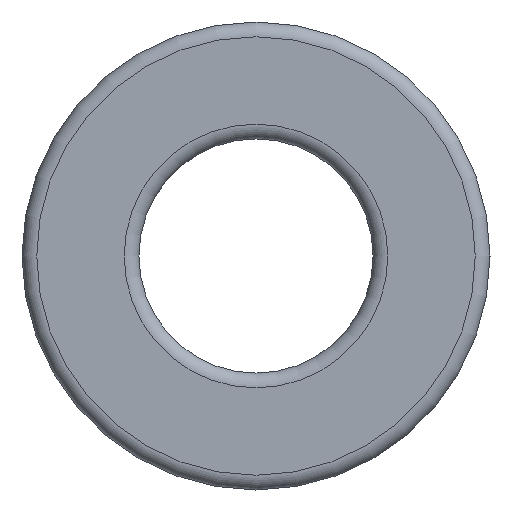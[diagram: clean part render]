
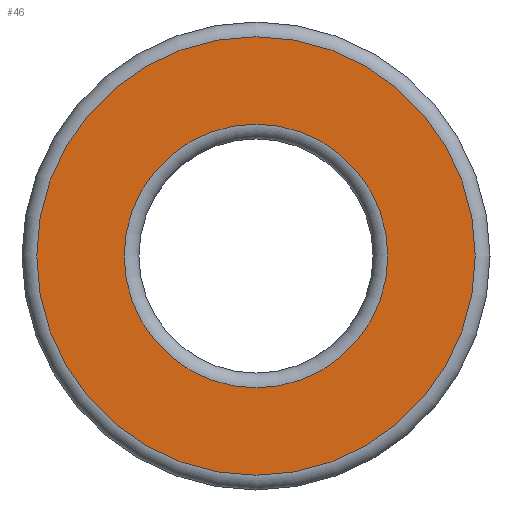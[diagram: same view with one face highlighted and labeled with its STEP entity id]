
A CAD part, left-side view. The second image highlights one B-rep face of the part: STEP entity #46.
In plain terms, the highlighted planar face has unit normal (-1, 0, 0).
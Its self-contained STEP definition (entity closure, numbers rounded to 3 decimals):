
#46 = ADVANCED_FACE( '', ( #93, #94 ), #95, .T. );
#93 = FACE_OUTER_BOUND( '', #132, .T. );
#94 = FACE_BOUND( '', #133, .T. );
#95 = PLANE( '', #134 );
#132 = EDGE_LOOP( '', ( #179 ) );
#133 = EDGE_LOOP( '', ( #180 ) );
#134 = AXIS2_PLACEMENT_3D( '', #181, #182, #183 );
#179 = ORIENTED_EDGE( '', *, *, #198, .T. );
#180 = ORIENTED_EDGE( '', *, *, #190, .T. );
#181 = CARTESIAN_POINT( '', ( -25.4, 0., 0. ) );
#182 = DIRECTION( '', ( -1., 0., 0. ) );
#183 = DIRECTION( '', ( 0., -1., 0. ) );
#190 = EDGE_CURVE( '', #209, #209, #210, .F. );
#198 = EDGE_CURVE( '', #221, #221, #222, .T. );
#209 = VERTEX_POINT( '', #233 );
#210 = CIRCLE( '', #234, 4.465 );
#221 = VERTEX_POINT( '', #245 );
#222 = CIRCLE( '', #246, 7.425 );
#233 = CARTESIAN_POINT( '', ( -25.4, -4.465, 0. ) );
#234 = AXIS2_PLACEMENT_3D( '', #257, #258, #259 );
#245 = CARTESIAN_POINT( '', ( -25.4, -7.425, 0. ) );
#246 = AXIS2_PLACEMENT_3D( '', #269, #270, #271 );
#257 = CARTESIAN_POINT( '', ( -25.4, 0., 0. ) );
#258 = DIRECTION( '', ( -1., 0., 0. ) );
#259 = DIRECTION( '', ( 0., -1., 0. ) );
#269 = CARTESIAN_POINT( '', ( -25.4, 0., 0. ) );
#270 = DIRECTION( '', ( -1., 0., 0. ) );
#271 = DIRECTION( '', ( 0., -1., 0. ) );
